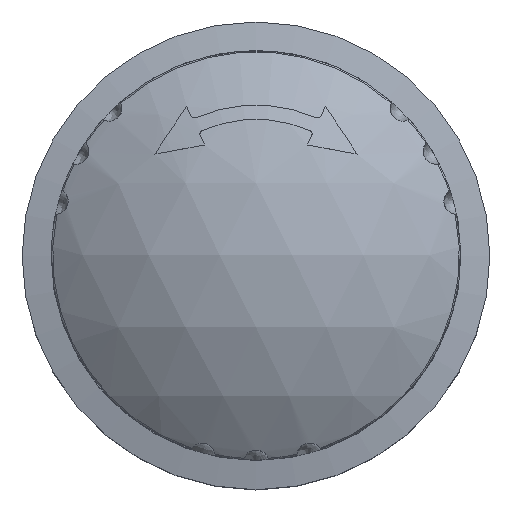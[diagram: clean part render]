
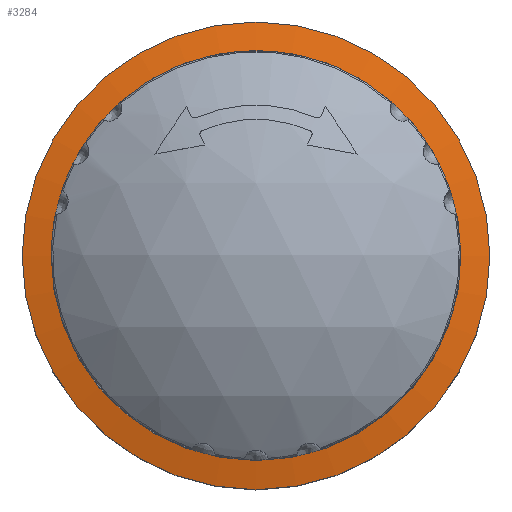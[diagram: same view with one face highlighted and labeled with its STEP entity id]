
A CAD part, top view. The second image highlights one B-rep face of the part: STEP entity #3284.
In plain terms, the highlighted conical face has half-angle 78.5 degrees and reference radius 16 mm.
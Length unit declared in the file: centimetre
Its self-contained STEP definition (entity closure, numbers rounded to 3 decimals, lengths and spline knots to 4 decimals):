
#518=FACE_BOUND('',#961,.T.);
#736=FACE_OUTER_BOUND('',#960,.T.);
#960=EDGE_LOOP('',(#2836));
#961=EDGE_LOOP('',(#2837));
#1284=CIRCLE('',#3629,1.4);
#1285=CIRCLE('',#3630,1.8);
#1569=VERTEX_POINT('',#6154);
#1570=VERTEX_POINT('',#6156);
#2013=EDGE_CURVE('',#1569,#1569,#1284,.T.);
#2014=EDGE_CURVE('',#1570,#1570,#1285,.T.);
#2836=ORIENTED_EDGE('',*,*,#2013,.F.);
#2837=ORIENTED_EDGE('',*,*,#2014,.T.);
#3139=CONICAL_SURFACE('',#3628,1.6,78.5);
#3284=ADVANCED_FACE('',(#736,#518),#3139,.T.);
#3628=AXIS2_PLACEMENT_3D('',#6153,#4431,#4432);
#3629=AXIS2_PLACEMENT_3D('',#6155,#4433,#4434);
#3630=AXIS2_PLACEMENT_3D('',#6157,#4435,#4436);
#4431=DIRECTION('center_axis',(0.,0.,
-1.));
#4432=DIRECTION('ref_axis',(-1.,0.,0.));
#4433=DIRECTION('center_axis',(0.,0.,
1.));
#4434=DIRECTION('ref_axis',(-1.,0.,0.));
#4435=DIRECTION('center_axis',(0.,0.,
1.));
#4436=DIRECTION('ref_axis',(-1.,0.,0.));
#6153=CARTESIAN_POINT('Origin',(0.,0.0182,2.5475));
#6154=CARTESIAN_POINT('',(-1.4,0.0182,2.5881));
#6155=CARTESIAN_POINT('Origin',(0.,0.0182,
2.5881));
#6156=CARTESIAN_POINT('',(-1.8,0.0182,2.5068));
#6157=CARTESIAN_POINT('Origin',(0.,0.0182,
2.5068));
